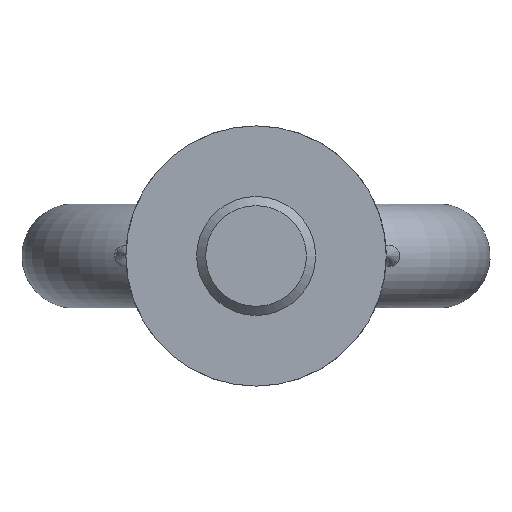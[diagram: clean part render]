
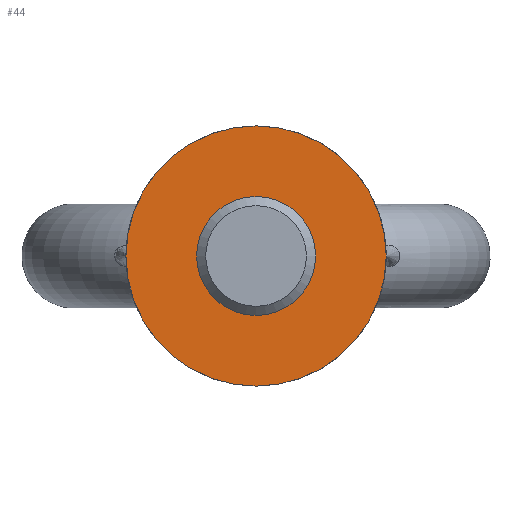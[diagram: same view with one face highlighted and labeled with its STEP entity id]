
A CAD part, front view. The second image highlights one B-rep face of the part: STEP entity #44.
In plain terms, the highlighted planar face has unit normal (0, -1, 0).
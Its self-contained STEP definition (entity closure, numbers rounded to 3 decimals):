
#44 = ADVANCED_FACE( '', ( #93, #94 ), #95, .F. );
#93 = FACE_BOUND( '', #150, .T. );
#94 = FACE_OUTER_BOUND( '', #151, .T. );
#95 = PLANE( '', #152 );
#150 = EDGE_LOOP( '', ( #267 ) );
#151 = EDGE_LOOP( '', ( #268 ) );
#152 = AXIS2_PLACEMENT_3D( '', #269, #270, #271 );
#267 = ORIENTED_EDGE( '', *, *, #356, .F. );
#268 = ORIENTED_EDGE( '', *, *, #357, .T. );
#269 = CARTESIAN_POINT( '', ( 17.5, 0., 0. ) );
#270 = DIRECTION( '', ( 0., 1., 0. ) );
#271 = DIRECTION( '', ( 0., 0., 1. ) );
#356 = EDGE_CURVE( '', #401, #401, #402, .F. );
#357 = EDGE_CURVE( '', #403, #403, #404, .T. );
#401 = VERTEX_POINT( '', #600 );
#402 = CIRCLE( '', #601, 6.5 );
#403 = VERTEX_POINT( '', #602 );
#404 = CIRCLE( '', #603, 17.5 );
#600 = CARTESIAN_POINT( '', ( 0., 0., 6.5 ) );
#601 = AXIS2_PLACEMENT_3D( '', #862, #863, #864 );
#602 = CARTESIAN_POINT( '', ( 17.5, 0., 0. ) );
#603 = AXIS2_PLACEMENT_3D( '', #865, #866, #867 );
#862 = CARTESIAN_POINT( '', ( 0., 0., 0. ) );
#863 = DIRECTION( '', ( 0., 1., 0. ) );
#864 = DIRECTION( '', ( 0., 0., 1. ) );
#865 = CARTESIAN_POINT( '', ( 0., 0., 0. ) );
#866 = DIRECTION( '', ( 0., -1., 0. ) );
#867 = DIRECTION( '', ( 0., 0., -1. ) );
